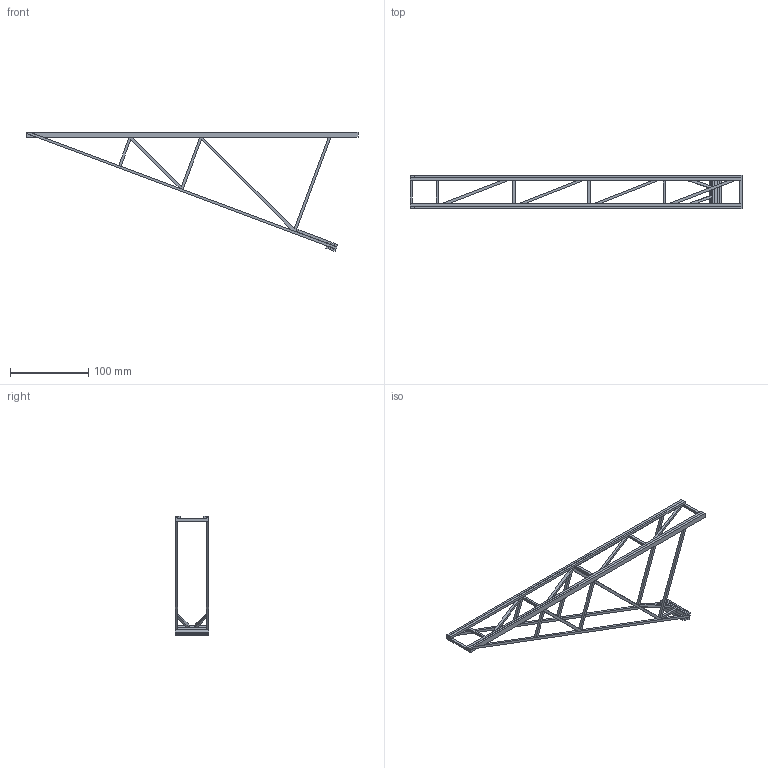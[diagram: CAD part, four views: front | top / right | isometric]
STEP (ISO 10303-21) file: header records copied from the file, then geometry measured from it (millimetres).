
FILE_DESCRIPTION (( 'STEP AP214' ), '1' );
FILE_NAME ('boomAssemblyFAIRFAXREVISED.STEP', '2019-03-23T00:35:07', ( '' ), ( '' ), 'SwSTEP 2.0', 'SolidWorks 2018', '' );
FILE_SCHEMA (( 'AUTOMOTIVE_DESIGN' ));
Length unit declared in the file: millimetre
Products named in the file (9): Part1; Part4^boomAssemblyFAIRFAXREVISED; jHookMount; tension members; cross brace compression; Part5^boomAssemblyFAIRFAXREVISED; Part1^boomAssemblyFAIRFAXREVISED; Part9^boomAssemblyFAIRFAXREVISED; boomAssemblyFAIRFAXREVISED
Assembly tree (19 placements, depth 2):
  Part1^boomAssemblyFAIRFAXREVISED
  boomAssemblyFAIRFAXREVISED
    cross brace compression
    Part1
    tension members  x2
    jHookMount  x8
    Part4^boomAssemblyFAIRFAXREVISED  x2
    Part5^boomAssemblyFAIRFAXREVISED  x4
    Part9^boomAssemblyFAIRFAXREVISED
Bounding box: 423.18 x 42.7 x 151.68 mm (x, y, z)
Volume: 55550.9 mm3; surface area: 65127.9 mm2
Topology: 22 solids, 22 shells, 186 faces, 450 edges, 300 vertices
Faces by surface type: plane 186
Entity records: 3557 total; most frequent: CARTESIAN_POINT 568, ORIENTED_EDGE 534, DIRECTION 513, VECTOR 267, EDGE_CURVE 267, LINE 267, VERTEX_POINT 178, AXIS2_PLACEMENT_3D 123
